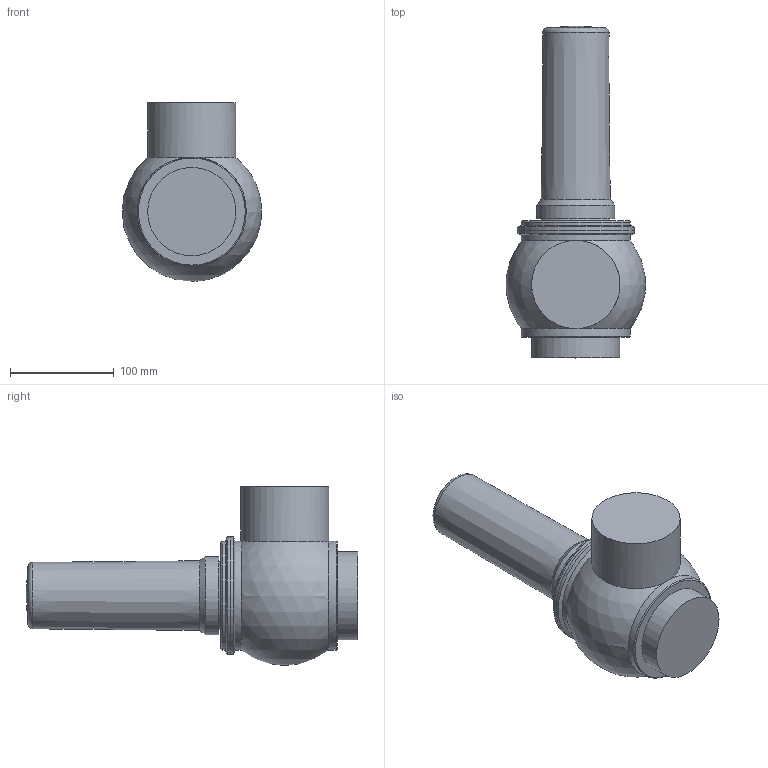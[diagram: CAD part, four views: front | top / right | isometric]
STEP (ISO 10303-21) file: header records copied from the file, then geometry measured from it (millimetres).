
FILE_DESCRIPTION((''),'2;1');
FILE_NAME('BBZS1-DN080-SAL.stp','2009-08-27T16:45:23',('malp-m'),(''),'Autodesk Inventor 2008','Autodesk Inventor 2008','');
FILE_SCHEMA(('AUTOMOTIVE_DESIGN { 1 0 10303 214 1 1 1 1 }'));
Length unit declared in the file: millimetre
Products named in the file (3): BBZS1-DN080-SAL; BBZS1 080; COR-INF-L-SAL-DN80
Assembly tree (2 placements, depth 2):
  BBZS1-DN080-SAL
    BBZS1 080
    COR-INF-L-SAL-DN80
Bounding box: 133.91 x 319.5 x 172.25 mm (x, y, z)
Volume: 2302063.9 mm3; surface area: 141895.8 mm2
Topology: 2 solids, 2 shells, 25 faces, 50 edges, 30 vertices
Faces by surface type: cylinder 8, plane 7, cone 5, torus 3, bspline 1, sphere 1
Full cylindrical faces by diameter (mm): 75 x1, 85 x2, 105 x3, 113 x2
Entity records: 640 total; most frequent: CARTESIAN_POINT 142, DIRECTION 106, AXIS2_PLACEMENT_3D 53, ORIENTED_EDGE 52, EDGE_LOOP 44, EDGE_CURVE 26, FACE_OUTER_BOUND 25, ADVANCED_FACE 25
